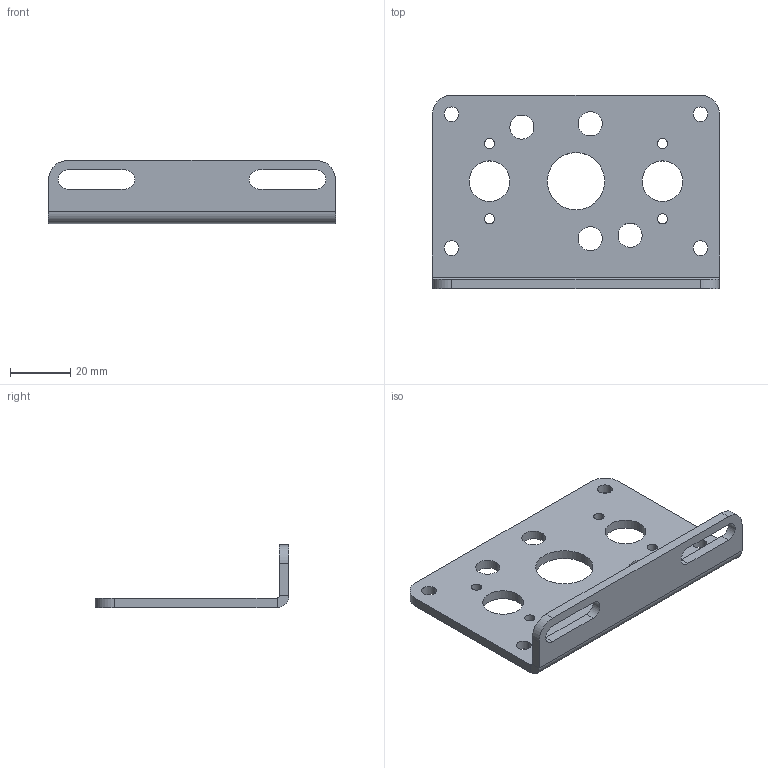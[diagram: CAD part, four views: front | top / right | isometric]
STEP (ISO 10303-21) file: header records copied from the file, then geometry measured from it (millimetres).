
FILE_DESCRIPTION (( 'STEP AP214' ), '1' );
FILE_NAME ('am-0926 Motor Plate for CIM-Sim Gearbox.STEP', '2014-08-21T19:53:10', ( '' ), ( '' ), 'SwSTEP 2.0', 'SolidWorks 2014', '' );
FILE_SCHEMA (( 'AUTOMOTIVE_DESIGN' ));
Length unit declared in the file: inch
Products named in the file (1): am-0926 Motor Plate for CIM-Sim Gearbox
Bounding box: 95.25 x 64.31 x 20.95 mm (x, y, z)
Volume: 20646.9 mm3; surface area: 15567.9 mm2
Topology: 1 solids, 1 shells, 56 faces, 154 edges, 100 vertices
Faces by surface type: cylinder 40, plane 16
Entity records: 1974 total; most frequent: DIRECTION 348, CARTESIAN_POINT 311, ORIENTED_EDGE 308, EDGE_CURVE 154, AXIS2_PLACEMENT_3D 137, VERTEX_POINT 100, EDGE_LOOP 90, CIRCLE 80
